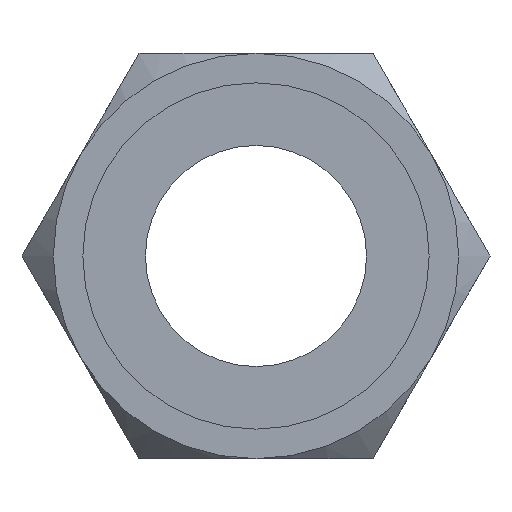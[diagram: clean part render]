
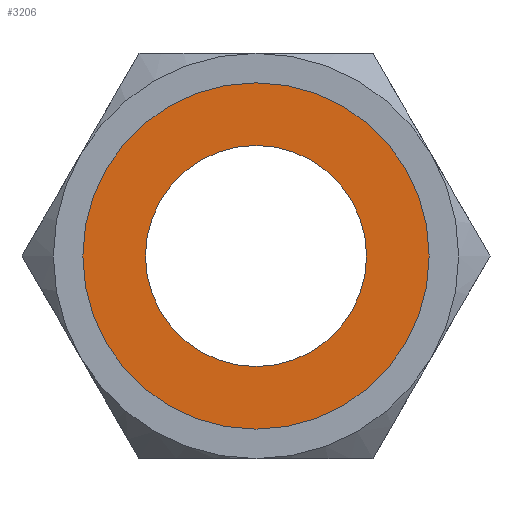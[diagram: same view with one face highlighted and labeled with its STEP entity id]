
A CAD part, left-side view. The second image highlights one B-rep face of the part: STEP entity #3206.
In plain terms, the highlighted planar face has unit normal (-1, 0, 0).
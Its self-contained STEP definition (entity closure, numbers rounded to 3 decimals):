
#109 = AXIS2_PLACEMENT_3D ( 'NONE', #4771, #5109, #1449 ) ;
#139 = EDGE_LOOP ( 'NONE', ( #372, #2173 ) ) ;
#218 = AXIS2_PLACEMENT_3D ( 'NONE', #5174, #942, #3567 ) ;
#372 = ORIENTED_EDGE ( 'NONE', *, *, #1360, .T. ) ;
#410 = DIRECTION ( 'NONE',  ( 1., 0., 0. ) ) ;
#434 = DIRECTION ( 'NONE',  ( 1., 0., 0. ) ) ;
#493 = DIRECTION ( 'NONE',  ( 0., 0., -1. ) ) ;
#500 = AXIS2_PLACEMENT_3D ( 'NONE', #1380, #3633, #2798 ) ;
#508 = EDGE_CURVE ( 'NONE', #2314, #3048, #4209, .T. ) ;
#603 = AXIS2_PLACEMENT_3D ( 'NONE', #2617, #434, #1321 ) ;
#942 = DIRECTION ( 'NONE',  ( 1., 0., 0. ) ) ;
#1125 = CARTESIAN_POINT ( 'NONE',  ( 0., 0., -3. ) ) ;
#1321 = DIRECTION ( 'NONE',  ( 0., 0., -1. ) ) ;
#1325 = CARTESIAN_POINT ( 'NONE',  ( 0., 0., 4.7 ) ) ;
#1360 = EDGE_CURVE ( 'NONE', #6018, #1797, #2549, .T. ) ;
#1380 = CARTESIAN_POINT ( 'NONE',  ( 0., 0., 0. ) ) ;
#1449 = DIRECTION ( 'NONE',  ( 0., 0., 1. ) ) ;
#1797 = VERTEX_POINT ( 'NONE', #1125 ) ;
#1905 = CARTESIAN_POINT ( 'NONE',  ( 0., 0., 0. ) ) ;
#2173 = ORIENTED_EDGE ( 'NONE', *, *, #3886, .T. ) ;
#2224 = ORIENTED_EDGE ( 'NONE', *, *, #508, .T. ) ;
#2314 = VERTEX_POINT ( 'NONE', #5343 ) ;
#2549 = CIRCLE ( 'NONE', #603, 3. ) ;
#2617 = CARTESIAN_POINT ( 'NONE',  ( 0., 0., 0. ) ) ;
#2669 = FACE_OUTER_BOUND ( 'NONE', #6045, .T. ) ;
#2745 = ORIENTED_EDGE ( 'NONE', *, *, #3098, .T. ) ;
#2798 = DIRECTION ( 'NONE',  ( 0., 0., 1. ) ) ;
#3048 = VERTEX_POINT ( 'NONE', #1325 ) ;
#3098 = EDGE_CURVE ( 'NONE', #3048, #2314, #3346, .T. ) ;
#3206 = ADVANCED_FACE ( 'NONE', ( #4248, #2669 ), #4053, .F. ) ;
#3346 = CIRCLE ( 'NONE', #500, 4.7 ) ;
#3555 = CIRCLE ( 'NONE', #5116, 3. ) ;
#3567 = DIRECTION ( 'NONE',  ( 0., 0., -1. ) ) ;
#3633 = DIRECTION ( 'NONE',  ( -1., 0., 0. ) ) ;
#3886 = EDGE_CURVE ( 'NONE', #1797, #6018, #3555, .T. ) ;
#4053 = PLANE ( 'NONE',  #218 ) ;
#4209 = CIRCLE ( 'NONE', #109, 4.7 ) ;
#4248 = FACE_BOUND ( 'NONE', #139, .T. ) ;
#4771 = CARTESIAN_POINT ( 'NONE',  ( 0., 0., 0. ) ) ;
#4967 = CARTESIAN_POINT ( 'NONE',  ( 0., 0., 3. ) ) ;
#5109 = DIRECTION ( 'NONE',  ( -1., 0., 0. ) ) ;
#5116 = AXIS2_PLACEMENT_3D ( 'NONE', #1905, #410, #493 ) ;
#5174 = CARTESIAN_POINT ( 'NONE',  ( 0., 0., 0. ) ) ;
#5343 = CARTESIAN_POINT ( 'NONE',  ( 0., 0., -4.7 ) ) ;
#6018 = VERTEX_POINT ( 'NONE', #4967 ) ;
#6045 = EDGE_LOOP ( 'NONE', ( #2745, #2224 ) ) ;
